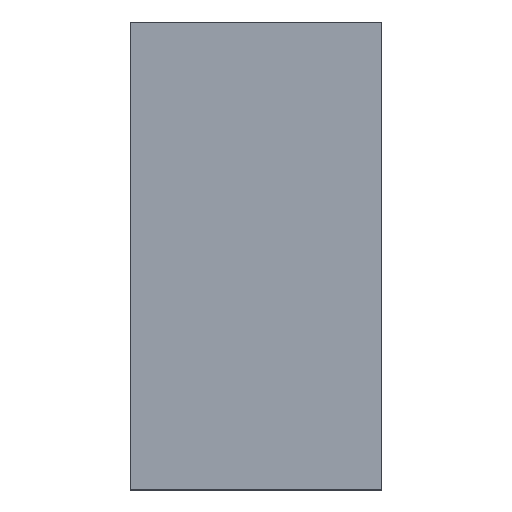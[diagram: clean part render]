
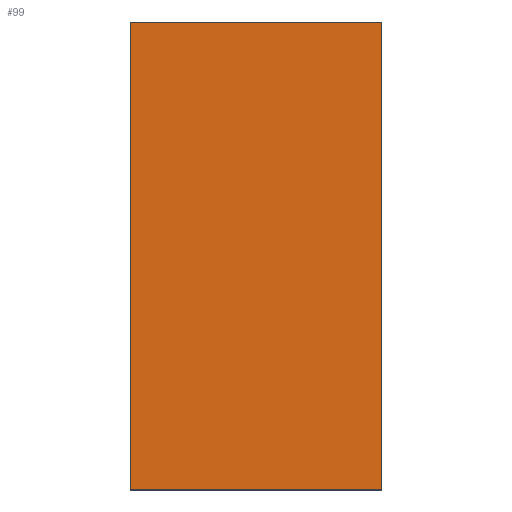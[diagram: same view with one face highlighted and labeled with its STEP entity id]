
A CAD part, top view. The second image highlights one B-rep face of the part: STEP entity #99.
In plain terms, the highlighted planar face has unit normal (0, 0, 1).
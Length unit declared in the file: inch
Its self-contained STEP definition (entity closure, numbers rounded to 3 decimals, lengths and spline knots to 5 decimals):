
#99=ADVANCED_FACE('',(#128),#114,.T.);
#114=PLANE('',#364);
#128=FACE_OUTER_BOUND('',#144,.T.);
#144=EDGE_LOOP('',(#198,#199,#200,#201));
#198=ORIENTED_EDGE('',*,*,#250,.T.);
#199=ORIENTED_EDGE('',*,*,#272,.T.);
#200=ORIENTED_EDGE('',*,*,#261,.T.);
#201=ORIENTED_EDGE('',*,*,#273,.T.);
#226=VERTEX_POINT('',#447);
#227=VERTEX_POINT('',#449);
#235=VERTEX_POINT('',#469);
#236=VERTEX_POINT('',#471);
#250=EDGE_CURVE('',#227,#226,#286,.T.);
#261=EDGE_CURVE('',#236,#235,#297,.T.);
#272=EDGE_CURVE('',#226,#236,#308,.T.);
#273=EDGE_CURVE('',#235,#227,#309,.T.);
#286=LINE('',#448,#322);
#297=LINE('',#470,#333);
#308=LINE('',#492,#344);
#309=LINE('',#494,#345);
#322=VECTOR('',#376,1.);
#333=VECTOR('',#391,1.);
#344=VECTOR('',#412,1.);
#345=VECTOR('',#415,1.);
#364=AXIS2_PLACEMENT_3D('',#496,#418,#419);
#376=DIRECTION('',(0.,-1.,0.));
#391=DIRECTION('',(0.,1.,0.));
#412=DIRECTION('',(1.,0.,0.));
#415=DIRECTION('',(-1.,0.,0.));
#418=DIRECTION('',(0.,0.,1.));
#419=DIRECTION('',(1.,0.,0.));
#447=CARTESIAN_POINT('',(0.,-1.,1.125));
#448=CARTESIAN_POINT('',(0.,7.,1.125));
#449=CARTESIAN_POINT('',(0.,7.,1.125));
#469=CARTESIAN_POINT('',(4.3,7.,1.125));
#470=CARTESIAN_POINT('',(4.3,-1.,1.125));
#471=CARTESIAN_POINT('',(4.3,-1.,1.125));
#492=CARTESIAN_POINT('',(0.,-1.,1.125));
#494=CARTESIAN_POINT('',(4.3,7.,1.125));
#496=CARTESIAN_POINT('',(0.,0.,1.125));
